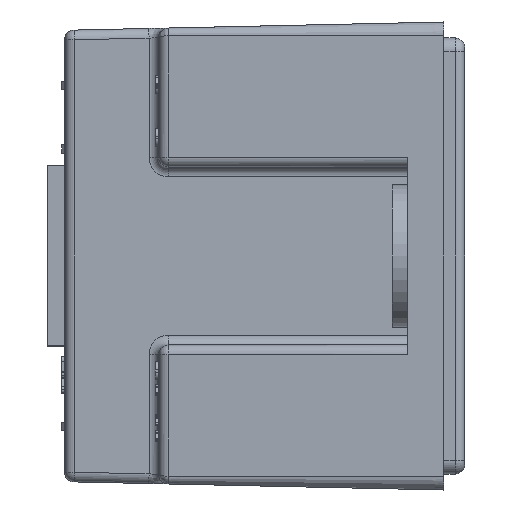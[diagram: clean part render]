
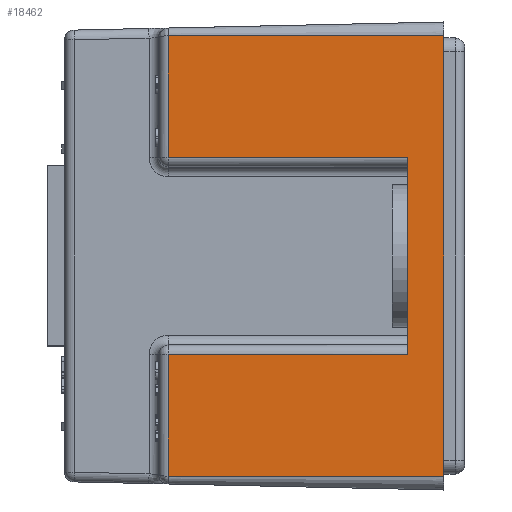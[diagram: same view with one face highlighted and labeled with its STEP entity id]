
A CAD part, left-side view. The second image highlights one B-rep face of the part: STEP entity #18462.
In plain terms, the highlighted planar face has unit normal (-1, 0.022, 0).
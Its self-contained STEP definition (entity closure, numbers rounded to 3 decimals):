
#751 = EDGE_CURVE ( 'NONE', #23217, #14515, #5142, .T. ) ;
#1568 = ORIENTED_EDGE ( 'NONE', *, *, #25355, .T. ) ;
#1844 = LINE ( 'NONE', #10024, #20645 ) ;
#1956 = LINE ( 'NONE', #19825, #15832 ) ;
#2314 = ORIENTED_EDGE ( 'NONE', *, *, #8310, .T. ) ;
#2352 = CARTESIAN_POINT ( 'NONE',  ( -47.275, 0., -7.125 ) ) ;
#2901 = CARTESIAN_POINT ( 'NONE',  ( -47.218, 2.6, 7.125 ) ) ;
#3551 = DIRECTION ( 'NONE',  ( -0.022, -1., 0. ) ) ;
#3569 = ORIENTED_EDGE ( 'NONE', *, *, #751, .T. ) ;
#4343 = CARTESIAN_POINT ( 'NONE',  ( -46.84, 19.915, -15.9 ) ) ;
#4375 = VERTEX_POINT ( 'NONE', #18806 ) ;
#5142 = LINE ( 'NONE', #10787, #22372 ) ;
#5440 = LINE ( 'NONE', #11591, #16971 ) ;
#5823 = FACE_OUTER_BOUND ( 'NONE', #10323, .T. ) ;
#6852 = EDGE_CURVE ( 'NONE', #23217, #4375, #1956, .T. ) ;
#6886 = ORIENTED_EDGE ( 'NONE', *, *, #6852, .F. ) ;
#7182 = DIRECTION ( 'NONE',  ( 0., 0., -1. ) ) ;
#7530 = CARTESIAN_POINT ( 'NONE',  ( -47.275, 0., 7.125 ) ) ;
#7692 = LINE ( 'NONE', #12212, #17187 ) ;
#7923 = EDGE_CURVE ( 'NONE', #14515, #13026, #9539, .T. ) ;
#7961 = LINE ( 'NONE', #8496, #9226 ) ;
#8055 = DIRECTION ( 'NONE',  ( -0.022, -1., 0. ) ) ;
#8310 = EDGE_CURVE ( 'NONE', #17027, #26120, #5440, .T. ) ;
#8496 = CARTESIAN_POINT ( 'NONE',  ( -47.275, 0., -15.9 ) ) ;
#8580 = CARTESIAN_POINT ( 'NONE',  ( -46.84, 19.915, 15.9 ) ) ;
#8682 = CARTESIAN_POINT ( 'NONE',  ( -46.84, 19.915, -7.125 ) ) ;
#9181 = VECTOR ( 'NONE', #8055, 1000. ) ;
#9226 = VECTOR ( 'NONE', #24206, 1000. ) ;
#9539 = LINE ( 'NONE', #7530, #9181 ) ;
#10024 = CARTESIAN_POINT ( 'NONE',  ( -47.218, 2.6, -15.9 ) ) ;
#10323 = EDGE_LOOP ( 'NONE', ( #20552, #2314, #21187, #1568, #6886, #3569, #25199, #20686 ) ) ;
#10787 = CARTESIAN_POINT ( 'NONE',  ( -46.84, 19.915, -15.9 ) ) ;
#11130 = VECTOR ( 'NONE', #18854, 1000. ) ;
#11591 = CARTESIAN_POINT ( 'NONE',  ( -46.84, 19.915, -15.9 ) ) ;
#12212 = CARTESIAN_POINT ( 'NONE',  ( -47.275, 0., -15.9 ) ) ;
#12366 = LINE ( 'NONE', #2352, #11130 ) ;
#12464 = CARTESIAN_POINT ( 'NONE',  ( -46.84, 19.915, 7.125 ) ) ;
#13026 = VERTEX_POINT ( 'NONE', #2901 ) ;
#13426 = CARTESIAN_POINT ( 'NONE',  ( -47.275, 0., -15.9 ) ) ;
#13579 = DIRECTION ( 'NONE',  ( 0., 0., -1. ) ) ;
#13821 = DIRECTION ( 'NONE',  ( -0.022, -1., 0. ) ) ;
#13981 = DIRECTION ( 'NONE',  ( -0.022, -1., 0. ) ) ;
#14515 = VERTEX_POINT ( 'NONE', #12464 ) ;
#15832 = VECTOR ( 'NONE', #13981, 1000. ) ;
#15861 = VERTEX_POINT ( 'NONE', #16583 ) ;
#16106 = CARTESIAN_POINT ( 'NONE',  ( -47.275, 0., -15.9 ) ) ;
#16583 = CARTESIAN_POINT ( 'NONE',  ( -47.218, 2.6, -7.125 ) ) ;
#16971 = VECTOR ( 'NONE', #13579, 1000. ) ;
#17027 = VERTEX_POINT ( 'NONE', #8682 ) ;
#17187 = VECTOR ( 'NONE', #13821, 1000. ) ;
#18037 = DIRECTION ( 'NONE',  ( -1., 0.022, 0. ) ) ;
#18226 = DIRECTION ( 'NONE',  ( 0., 0., -1. ) ) ;
#18462 = ADVANCED_FACE ( 'NONE', ( #5823 ), #21949, .T. ) ;
#18806 = CARTESIAN_POINT ( 'NONE',  ( -47.275, 0., 15.9 ) ) ;
#18854 = DIRECTION ( 'NONE',  ( 0.022, 1., 0. ) ) ;
#19825 = CARTESIAN_POINT ( 'NONE',  ( -47.275, 0., 15.9 ) ) ;
#20552 = ORIENTED_EDGE ( 'NONE', *, *, #21883, .T. ) ;
#20645 = VECTOR ( 'NONE', #18226, 1000. ) ;
#20686 = ORIENTED_EDGE ( 'NONE', *, *, #21482, .T. ) ;
#21187 = ORIENTED_EDGE ( 'NONE', *, *, #22973, .T. ) ;
#21482 = EDGE_CURVE ( 'NONE', #13026, #15861, #1844, .T. ) ;
#21883 = EDGE_CURVE ( 'NONE', #15861, #17027, #12366, .T. ) ;
#21949 = PLANE ( 'NONE',  #25473 ) ;
#22372 = VECTOR ( 'NONE', #7182, 1000. ) ;
#22961 = VERTEX_POINT ( 'NONE', #16106 ) ;
#22973 = EDGE_CURVE ( 'NONE', #26120, #22961, #7692, .T. ) ;
#23217 = VERTEX_POINT ( 'NONE', #8580 ) ;
#24206 = DIRECTION ( 'NONE',  ( 0., 0., 1. ) ) ;
#25199 = ORIENTED_EDGE ( 'NONE', *, *, #7923, .T. ) ;
#25355 = EDGE_CURVE ( 'NONE', #22961, #4375, #7961, .T. ) ;
#25473 = AXIS2_PLACEMENT_3D ( 'NONE', #13426, #18037, #3551 ) ;
#26120 = VERTEX_POINT ( 'NONE', #4343 ) ;
